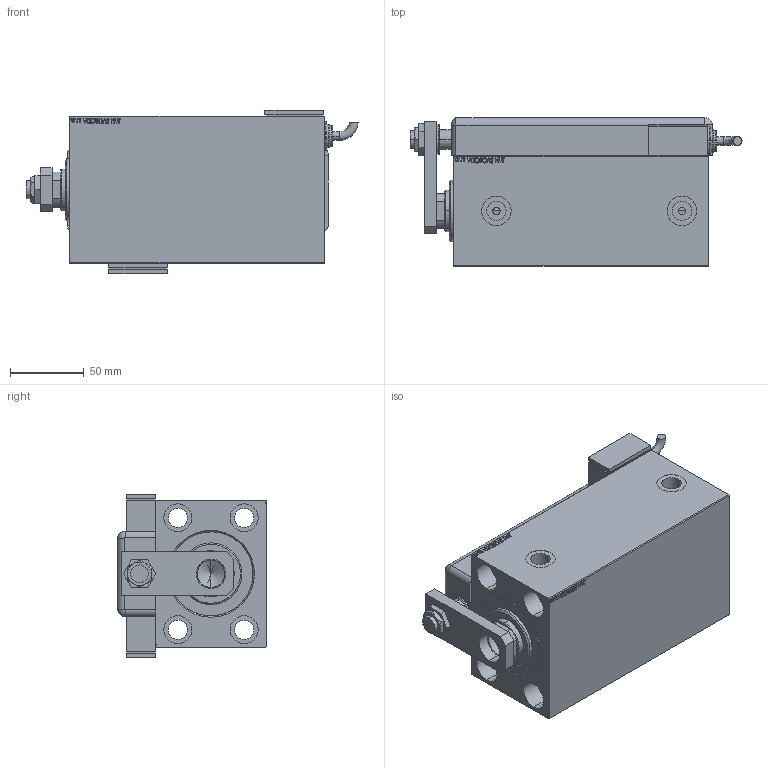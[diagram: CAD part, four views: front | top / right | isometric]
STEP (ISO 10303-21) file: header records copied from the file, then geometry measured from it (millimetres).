
FILE_DESCRIPTION (( 'STEP AP203' ), '1' );
FILE_NAME ('305a.STEP', '2025-06-18T07:23:15', ( '' ), ( '' ), 'SwSTEP 2.0', 'SolidWorks 2019', '' );
FILE_SCHEMA (( 'CONFIG_CONTROL_DESIGN' ));
Length unit declared in the file: millimetre
Products named in the file (13): TYC ee5276542b3154ae0d157f0c932e5009; NUT_D19 ee5276542b3154ae0d157f0c932e5009; 305a; SWITCH Q ee5276542b3154ae0d157f0c932e5009; SWITCH_Q_FRONT_BACK ee5276542b3154ae0d157f0c932e5009; SWITCH DIM A_G ee5276542b3154ae0d157f0c932e5009; KRYT ee5276542b3154ae0d157f0c932e5009; MAGNETIC SWITCH Q ee5276542b3154ae0d157f0c932e5009; ZARAZKA_Q ee5276542b3154ae0d157f0c932e5009; V450CM_C_Body ee5276542b3154ae0d157f0c932e5009; NUT_D13 ee5276542b3154ae0d157f0c932e5009; V450CM_C_VCP ee5276542b3154ae0d157f0c932e5009; V450CM_VC_B ee5276542b3154ae0d157f0c932e5009
Assembly tree (13 placements, depth 3):
  305a
    V450CM_C_Body ee5276542b3154ae0d157f0c932e5009
    V450CM_C_VCP ee5276542b3154ae0d157f0c932e5009
    V450CM_VC_B ee5276542b3154ae0d157f0c932e5009
    MAGNETIC SWITCH Q ee5276542b3154ae0d157f0c932e5009
      SWITCH_Q_FRONT_BACK ee5276542b3154ae0d157f0c932e5009
      TYC ee5276542b3154ae0d157f0c932e5009
      ZARAZKA_Q ee5276542b3154ae0d157f0c932e5009
      SWITCH DIM A_G ee5276542b3154ae0d157f0c932e5009
      NUT_D19 ee5276542b3154ae0d157f0c932e5009
      NUT_D13 ee5276542b3154ae0d157f0c932e5009
      KRYT ee5276542b3154ae0d157f0c932e5009
      SWITCH Q ee5276542b3154ae0d157f0c932e5009  x2
Bounding box: 225.46 x 100.8 x 111 mm (x, y, z)
Volume: 1228954.7 mm3; surface area: 235173.7 mm2
Topology: 13 solids, 13 shells, 1249 faces, 3168 edges, 2091 vertices
Faces by surface type: plane 615, bspline 471, cylinder 117, cone 22, torus 22, sphere 2
Entity records: 59871 total; most frequent: CARTESIAN_POINT 32222, ORIENTED_EDGE 6140, DIRECTION 3886, EDGE_CURVE 3070, VERTEX_POINT 2031, LINE 1828, VECTOR 1828, EDGE_LOOP 1383
